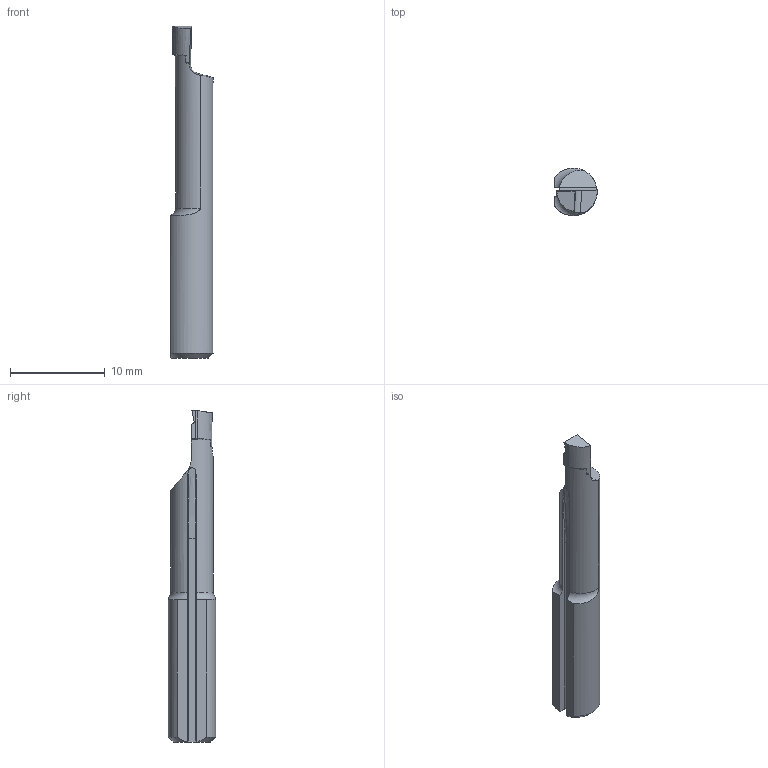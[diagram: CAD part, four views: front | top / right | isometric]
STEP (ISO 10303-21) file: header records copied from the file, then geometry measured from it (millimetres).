
FILE_DESCRIPTION (( 'STEP AP203' ), '1' );
FILE_NAME ('L510M2008-20.step', '2024-02-21T15:37:06', ( '' ), ( '' ), 'SwSTEP 2.0', 'SolidWorks 2022', '' );
FILE_SCHEMA (( 'CONFIG_CONTROL_DESIGN' ));
Length unit declared in the file: millimetre
Products named in the file (1): L510M2008-20
Bounding box: 4.45 x 5 x 35 mm (x, y, z)
Volume: 468.6 mm3; surface area: 517.9 mm2
Topology: 1 solids, 1 shells, 40 faces, 108 edges, 70 vertices
Faces by surface type: plane 22, cylinder 10, torus 5, bspline 2, cone 1
Entity records: 1484 total; most frequent: CARTESIAN_POINT 488, ORIENTED_EDGE 216, DIRECTION 163, EDGE_CURVE 108, VERTEX_POINT 70, AXIS2_PLACEMENT_3D 57, LINE 49, VECTOR 49
